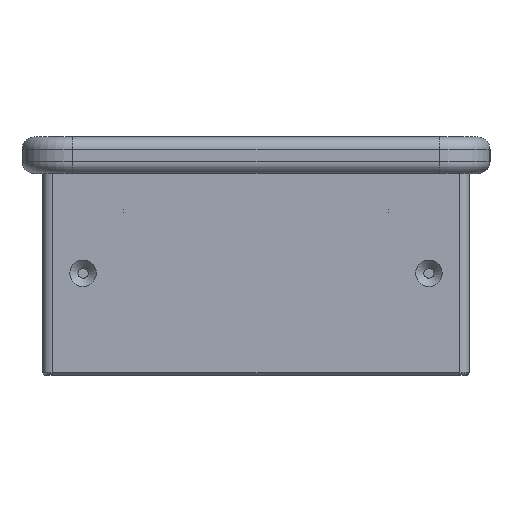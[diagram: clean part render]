
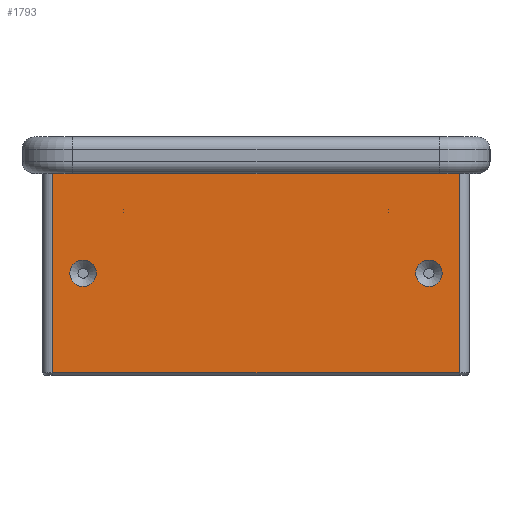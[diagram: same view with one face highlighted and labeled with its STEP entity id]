
A CAD part, left-side view. The second image highlights one B-rep face of the part: STEP entity #1793.
In plain terms, the highlighted planar face has unit normal (-1, 0, 0).
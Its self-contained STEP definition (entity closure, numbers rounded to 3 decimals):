
#1714=CARTESIAN_POINT('',(421.,-1790.,-500.223));
#1715=DIRECTION('',(1.,-0.,-0.));
#1716=DIRECTION('',(0.,1.,-0.));
#1717=AXIS2_PLACEMENT_3D('',#1714,#1715,#1716);
#1718=PLANE('',#1717);
#1719=CARTESIAN_POINT('',(421.,566.5,69.777));
#1720=VERTEX_POINT('',#1719);
#1721=CARTESIAN_POINT('',(421.,560.,76.277));
#1722=VERTEX_POINT('',#1721);
#1723=CARTESIAN_POINT('',(421.,560.,69.777));
#1724=DIRECTION('',(1.,-0.,-0.));
#1725=DIRECTION('',(0.,1.,0.));
#1726=AXIS2_PLACEMENT_3D('',#1723,#1724,#1725);
#1727=CIRCLE('',#1726,6.5);
#1728=EDGE_CURVE('',#1720,#1722,#1727,.T.);
#1729=ORIENTED_EDGE('',*,*,#1728,.T.);
#1730=CARTESIAN_POINT('',(421.,560.,69.777));
#1731=DIRECTION('',(1.,-0.,-0.));
#1732=DIRECTION('',(0.,1.,0.));
#1733=AXIS2_PLACEMENT_3D('',#1730,#1731,#1732);
#1734=CIRCLE('',#1733,6.5);
#1735=EDGE_CURVE('',#1722,#1720,#1734,.T.);
#1736=ORIENTED_EDGE('',*,*,#1735,.T.);
#1737=EDGE_LOOP('',(#1729,#1736));
#1738=FACE_BOUND('',#1737,.T.);
#1739=CARTESIAN_POINT('',(421.,736.5,69.777));
#1740=VERTEX_POINT('',#1739);
#1741=CARTESIAN_POINT('',(421.,730.,76.277));
#1742=VERTEX_POINT('',#1741);
#1743=CARTESIAN_POINT('',(421.,730.,69.777));
#1744=DIRECTION('',(1.,-0.,-0.));
#1745=DIRECTION('',(0.,1.,0.));
#1746=AXIS2_PLACEMENT_3D('',#1743,#1744,#1745);
#1747=CIRCLE('',#1746,6.5);
#1748=EDGE_CURVE('',#1740,#1742,#1747,.T.);
#1749=ORIENTED_EDGE('',*,*,#1748,.T.);
#1750=CARTESIAN_POINT('',(421.,730.,69.777));
#1751=DIRECTION('',(1.,-0.,-0.));
#1752=DIRECTION('',(0.,1.,0.));
#1753=AXIS2_PLACEMENT_3D('',#1750,#1751,#1752);
#1754=CIRCLE('',#1753,6.5);
#1755=EDGE_CURVE('',#1742,#1740,#1754,.T.);
#1756=ORIENTED_EDGE('',*,*,#1755,.T.);
#1757=EDGE_LOOP('',(#1749,#1756));
#1758=FACE_BOUND('',#1757,.T.);
#1759=CARTESIAN_POINT('',(421.,745.,119.777));
#1760=VERTEX_POINT('',#1759);
#1761=CARTESIAN_POINT('',(421.,745.,20.777));
#1762=VERTEX_POINT('',#1761);
#1763=CARTESIAN_POINT('',(421.,745.,119.777));
#1764=DIRECTION('',(-0.,-0.,-1.));
#1765=VECTOR('',#1764,99.);
#1766=LINE('',#1763,#1765);
#1767=EDGE_CURVE('',#1760,#1762,#1766,.T.);
#1768=ORIENTED_EDGE('',*,*,#1767,.T.);
#1769=CARTESIAN_POINT('',(421.,545.,20.777));
#1770=VERTEX_POINT('',#1769);
#1771=CARTESIAN_POINT('',(421.,745.,20.777));
#1772=DIRECTION('',(-0.,-1.,0.));
#1773=VECTOR('',#1772,200.);
#1774=LINE('',#1771,#1773);
#1775=EDGE_CURVE('',#1762,#1770,#1774,.T.);
#1776=ORIENTED_EDGE('',*,*,#1775,.T.);
#1777=CARTESIAN_POINT('',(421.,545.,119.777));
#1778=VERTEX_POINT('',#1777);
#1779=CARTESIAN_POINT('',(421.,545.,20.777));
#1780=DIRECTION('',(0.,0.,1.));
#1781=VECTOR('',#1780,99.);
#1782=LINE('',#1779,#1781);
#1783=EDGE_CURVE('',#1770,#1778,#1782,.T.);
#1784=ORIENTED_EDGE('',*,*,#1783,.T.);
#1785=CARTESIAN_POINT('',(421.,745.,119.777));
#1786=DIRECTION('',(-0.,-1.,-0.));
#1787=VECTOR('',#1786,200.);
#1788=LINE('',#1785,#1787);
#1789=EDGE_CURVE('',#1760,#1778,#1788,.T.);
#1790=ORIENTED_EDGE('',*,*,#1789,.F.);
#1791=EDGE_LOOP('',(#1768,#1776,#1784,#1790));
#1792=FACE_BOUND('',#1791,.T.);
#1793=ADVANCED_FACE('',(#1738,#1758,#1792),#1718,.F.);
